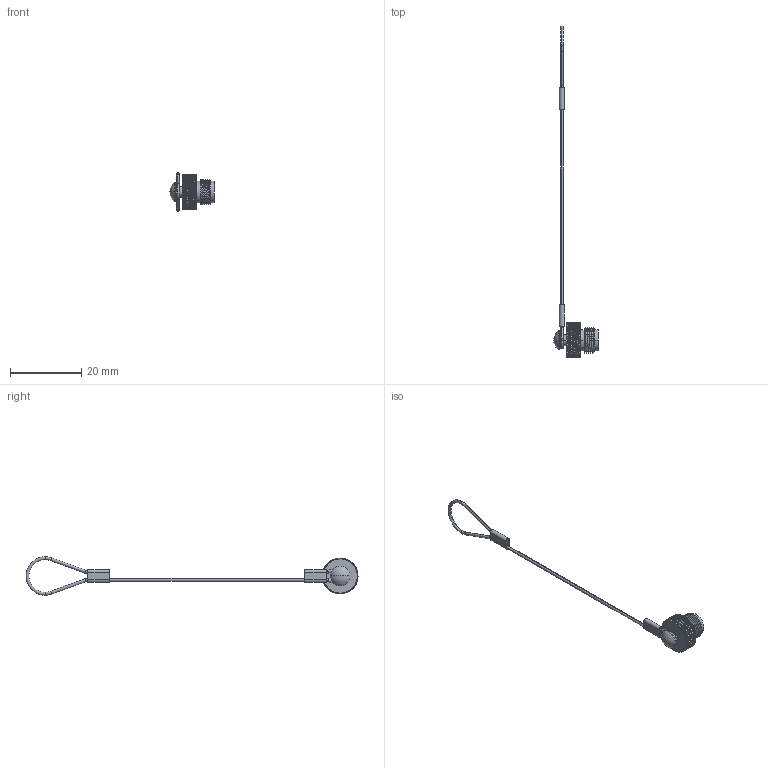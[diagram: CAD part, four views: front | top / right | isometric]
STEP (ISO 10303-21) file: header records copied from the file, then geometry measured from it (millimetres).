
FILE_DESCRIPTION (( 'STEP AP203' ), '1' );
FILE_NAME ('55-00180.STEP', '2022-09-15T21:06:15', ( '' ), ( '' ), 'SwSTEP 2.0', 'SolidWorks 2021', '' );
FILE_SCHEMA (( 'CONFIG_CONTROL_DESIGN' ));
Length unit declared in the file: millimetre
Products named in the file (4): 55-00180-03; 55-00180-02; 55-00180-01___; 55-00180
Assembly tree (4 placements, depth 2):
  55-00180
    55-00180-01___
    55-00180-02  x2
    55-00180-03
Bounding box: 12.5 x 93.34 x 10.8 mm (x, y, z)
Volume: 514.3 mm3; surface area: 1158.4 mm2
Topology: 4 solids, 4 shells, 1181 faces, 3109 edges, 1942 vertices
Faces by surface type: bspline 722, cylinder 291, cone 125, plane 21, torus 20, sphere 2
Entity records: 104319 total; most frequent: CARTESIAN_POINT 83505, ORIENTED_EDGE 6158, EDGE_CURVE 3079, B_SPLINE_CURVE_WITH_KNOTS 2232, VERTEX_POINT 1922, DIRECTION 1407, EDGE_LOOP 1177, ADVANCED_FACE 1169
